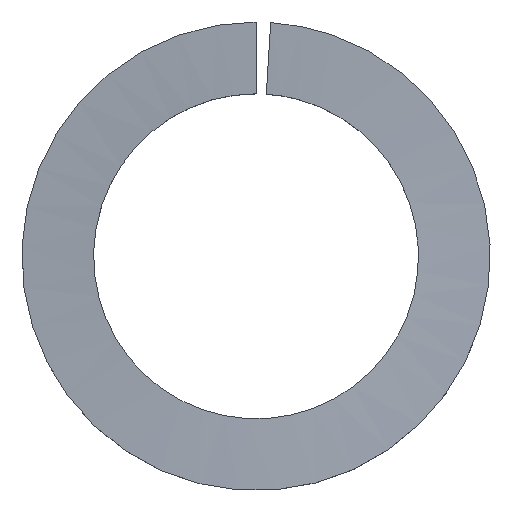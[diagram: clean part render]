
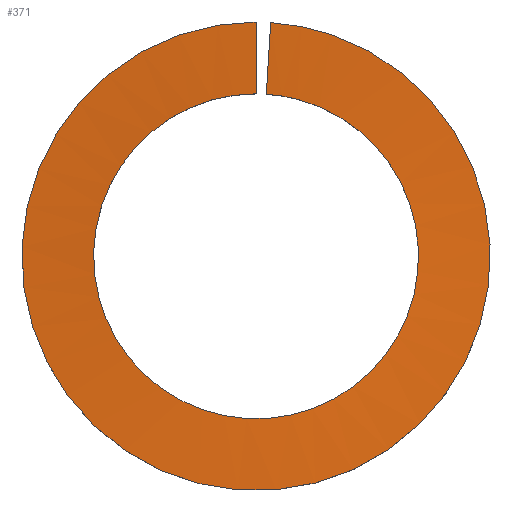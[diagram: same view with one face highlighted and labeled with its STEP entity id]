
A CAD part, top view. The second image highlights one B-rep face of the part: STEP entity #371.
In plain terms, the highlighted free-form (B-spline) face has degree [1, 2] with [2, 13] control points.
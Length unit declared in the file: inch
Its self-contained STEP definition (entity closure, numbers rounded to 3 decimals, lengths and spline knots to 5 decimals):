
#25 = EDGE_LOOP ( 'NONE', ( #61, #36, #37, #58 ) ) ;
#36 = ORIENTED_EDGE ( 'NONE', *, *, #341, .T. ) ;
#37 = ORIENTED_EDGE ( 'NONE', *, *, #364, .F. ) ;
#49 = FACE_OUTER_BOUND ( 'NONE', #25, .T. ) ;
#58 = ORIENTED_EDGE ( 'NONE', *, *, #335, .F. ) ;
#61 = ORIENTED_EDGE ( 'NONE', *, *, #360, .F. ) ;
#80 = B_SPLINE_CURVE_WITH_KNOTS ( 'NONE', 1,
 ( #181, #190 ),
 .UNSPECIFIED., .F., .F.,
 ( 2, 2 ),
 ( 0., 1. ),
 .UNSPECIFIED. ) ;
#82 = B_SPLINE_CURVE_WITH_KNOTS ( 'NONE', 3,
 ( #133, #240, #166, #165 ),
 .UNSPECIFIED., .F., .F.,
 ( 4, 4 ),
 ( 0., 1. ),
 .UNSPECIFIED. ) ;
#124 = CARTESIAN_POINT ( 'NONE',  ( -0.04994, 0.0865, 0.01996 ) ) ;
#126 = CARTESIAN_POINT ( 'NONE',  ( -0.07491, 0.04325, 0.01793 ) ) ;
#133 = CARTESIAN_POINT ( 'NONE',  ( 0.00377, 0.05988, -0.00222 ) ) ;
#135 = CARTESIAN_POINT ( 'NONE',  ( -0.05196, 0.03, 0.01793 ) ) ;
#136 = CARTESIAN_POINT ( 'NONE',  ( 0.05196, -0.03, 0.0057 ) ) ;
#137 = CARTESIAN_POINT ( 'NONE',  ( 0., -0.06, 0.00978 ) ) ;
#138 = CARTESIAN_POINT ( 'NONE',  ( -0.05196, -0.03, 0.01385 ) ) ;
#139 = CARTESIAN_POINT ( 'NONE',  ( -0.06928, 0., 0.01589 ) ) ;
#140 = CARTESIAN_POINT ( 'NONE',  ( -0.03464, 0.06, 0.01996 ) ) ;
#141 = CARTESIAN_POINT ( 'NONE',  ( 0., 0.06, 0.022 ) ) ;
#147 = CARTESIAN_POINT ( 'NONE',  ( 0., 0.0865, 0.022 ) ) ;
#148 = CARTESIAN_POINT ( 'NONE',  ( -0.05196, 0.03, 0.01793 ) ) ;
#149 = CARTESIAN_POINT ( 'NONE',  ( 0., 0.0865, 0.022 ) ) ;
#151 = CARTESIAN_POINT ( 'NONE',  ( 0.05196, -0.03, 0.0057 ) ) ;
#165 = CARTESIAN_POINT ( 'NONE',  ( 0.00543, 0.08633, -0.00222 ) ) ;
#166 = CARTESIAN_POINT ( 'NONE',  ( 0.00488, 0.07751, -0.00222 ) ) ;
#167 = CARTESIAN_POINT ( 'NONE',  ( 0., -0.0865, 0.00978 ) ) ;
#169 = CARTESIAN_POINT ( 'NONE',  ( -0.07491, -0.04325, 0.01385 ) ) ;
#170 = CARTESIAN_POINT ( 'NONE',  ( -0.09988, 0., 0.01589 ) ) ;
#171 = CARTESIAN_POINT ( 'NONE',  ( -0.04994, 0.0865, 0.01996 ) ) ;
#173 = VERTEX_POINT ( 'NONE', #304 ) ;
#174 = VERTEX_POINT ( 'NONE', #326 ) ;
#181 = CARTESIAN_POINT ( 'NONE',  ( 0., 0.0865, 0.022 ) ) ;
#190 = CARTESIAN_POINT ( 'NONE',  ( 0., 0.06, 0.022 ) ) ;
#196 = CARTESIAN_POINT ( 'NONE',  ( 0.00377, 0.05988, -0.00222 ) ) ;
#197 = CARTESIAN_POINT ( 'NONE',  ( 0.07491, 0.04325, 0.00163 ) ) ;
#198 = CARTESIAN_POINT ( 'NONE',  ( 0.07491, -0.04325, 0.0057 ) ) ;
#199 = CARTESIAN_POINT ( 'NONE',  ( 0.04994, -0.0865, 0.00774 ) ) ;
#200 = CARTESIAN_POINT ( 'NONE',  ( -0.04994, -0.0865, 0.01181 ) ) ;
#201 = CARTESIAN_POINT ( 'NONE',  ( 0.09988, 0., 0.00367 ) ) ;
#202 = CARTESIAN_POINT ( 'NONE',  ( -0.07491, 0.04325, 0.01793 ) ) ;
#203 = CARTESIAN_POINT ( 'NONE',  ( 0.00377, 0.05988, -0.00222 ) ) ;
#204 = CARTESIAN_POINT ( 'NONE',  ( 0.00377, 0.05988, -0.00222 ) ) ;
#205 = CARTESIAN_POINT ( 'NONE',  ( 0.03588, 0.05786, -0.00026 ) ) ;
#209 = CARTESIAN_POINT ( 'NONE',  ( 0.03464, -0.06, 0.00774 ) ) ;
#211 = CARTESIAN_POINT ( 'NONE',  ( 0.05172, 0.08342, -0.00026 ) ) ;
#212 = CARTESIAN_POINT ( 'NONE',  ( 0.07491, 0.04325, 0.00163 ) ) ;
#213 = CARTESIAN_POINT ( 'NONE',  ( 0.09988, 0., 0.00367 ) ) ;
#215 = CARTESIAN_POINT ( 'NONE',  ( 0.00543, 0.08633, -0.00222 ) ) ;
#217 = CARTESIAN_POINT ( 'NONE',  ( 0.07491, -0.04325, 0.0057 ) ) ;
#218 = CARTESIAN_POINT ( 'NONE',  ( 0.06928, 0., 0.00367 ) ) ;
#219 = CARTESIAN_POINT ( 'NONE',  ( 0.04994, -0.0865, 0.00774 ) ) ;
#220 = CARTESIAN_POINT ( 'NONE',  ( -0.03464, -0.06, 0.01181 ) ) ;
#221 = CARTESIAN_POINT ( 'NONE',  ( 0., -0.0865, 0.00978 ) ) ;
#222 = CARTESIAN_POINT ( 'NONE',  ( -0.04994, -0.0865, 0.01181 ) ) ;
#223 = CARTESIAN_POINT ( 'NONE',  ( -0.07491, -0.04325, 0.01385 ) ) ;
#224 = VERTEX_POINT ( 'NONE', #303 ) ;
#234 = CARTESIAN_POINT ( 'NONE',  ( 0.00377, 0.05988, -0.00222 ) ) ;
#235 = CARTESIAN_POINT ( 'NONE',  ( 0.03588, 0.05786, -0.00026 ) ) ;
#236 = CARTESIAN_POINT ( 'NONE',  ( 0.05196, 0.03, 0.00163 ) ) ;
#240 = CARTESIAN_POINT ( 'NONE',  ( 0.00432, 0.0687, -0.00222 ) ) ;
#276 = CARTESIAN_POINT ( 'NONE',  ( 0.00543, 0.08633, -0.00222 ) ) ;
#277 = CARTESIAN_POINT ( 'NONE',  ( 0.05172, 0.08342, -0.00026 ) ) ;
#279 = CARTESIAN_POINT ( 'NONE',  ( 0., 0.0865, 0.022 ) ) ;
#285 = CARTESIAN_POINT ( 'NONE',  ( -0.09988, 0., 0.01589 ) ) ;
#293 = CARTESIAN_POINT ( 'NONE',  ( -0.03464, -0.06, 0.01181 ) ) ;
#294 = CARTESIAN_POINT ( 'NONE',  ( 0.05196, 0.03, 0.00163 ) ) ;
#295 = CARTESIAN_POINT ( 'NONE',  ( -0.06928, 0., 0.01589 ) ) ;
#296 = CARTESIAN_POINT ( 'NONE',  ( -0.03464, 0.06, 0.01996 ) ) ;
#297 = CARTESIAN_POINT ( 'NONE',  ( 0., -0.06, 0.00978 ) ) ;
#298 = CARTESIAN_POINT ( 'NONE',  ( -0.05196, -0.03, 0.01385 ) ) ;
#299 = CARTESIAN_POINT ( 'NONE',  ( 0.06928, 0., 0.00367 ) ) ;
#301 = CARTESIAN_POINT ( 'NONE',  ( 0.03464, -0.06, 0.00774 ) ) ;
#303 = CARTESIAN_POINT ( 'NONE',  ( 0.00377, 0.05988, -0.00222 ) ) ;
#304 = CARTESIAN_POINT ( 'NONE',  ( 0.00543, 0.08633, -0.00222 ) ) ;
#306 = CARTESIAN_POINT ( 'NONE',  ( 0., 0.06, 0.022 ) ) ;
#323 = VERTEX_POINT ( 'NONE', #149 ) ;
#326 = CARTESIAN_POINT ( 'NONE',  ( 0., 0.06, 0.022 ) ) ;
#327 =( BOUNDED_CURVE ( )  B_SPLINE_CURVE ( 2, ( #147, #171, #202, #170, #169, #200, #167, #199, #198, #201, #197, #277, #276 ),
 .UNSPECIFIED., .F., .T. ) 
 B_SPLINE_CURVE_WITH_KNOTS ( ( 3, 2, 2, 2, 2, 2, 3 ),
 ( 0., 0.16667, 0.33333, 0.5, 0.66667, 0.83333, 0.98961 ),
 .UNSPECIFIED. ) 
 CURVE ( )  GEOMETRIC_REPRESENTATION_ITEM ( )  RATIONAL_B_SPLINE_CURVE ( ( 1., 0.866, 1., 0.866, 1., 0.866, 1., 0.866, 1., 0.866, 1., 0.874, 0.984 ) ) 
 REPRESENTATION_ITEM ( '' )  );
#328 =( BOUNDED_SURFACE ( )  B_SPLINE_SURFACE ( 1, 2, ( 
 ( #279, #124, #126, #285, #223, #222, #221, #219, #217, #213, #212, #211, #215 ),
 ( #141, #140, #135, #139, #138, #220, #137, #209, #136, #218, #236, #235, #234 ) ),
 .UNSPECIFIED., .F., .F., .F. ) 
 B_SPLINE_SURFACE_WITH_KNOTS ( ( 2, 2 ),
 ( 3, 2, 2, 2, 2, 2, 3 ),
 ( 0., 1. ),
 ( 0., 0.16667, 0.33333, 0.5, 0.66667, 0.83333, 0.98961 ),
 .UNSPECIFIED. ) 
 GEOMETRIC_REPRESENTATION_ITEM ( )  RATIONAL_B_SPLINE_SURFACE ( (
 ( 1., 0.866, 1., 0.866, 1., 0.866, 1., 0.866, 1., 0.866, 1., 0.874, 0.984),
 ( 1., 0.866, 1., 0.866, 1., 0.866, 1., 0.866, 1., 0.866, 1., 0.874, 0.984) ) ) 
 REPRESENTATION_ITEM ( '' )  SURFACE ( )  );
#330 =( BOUNDED_CURVE ( )  B_SPLINE_CURVE ( 2, ( #306, #296, #148, #295, #298, #293, #297, #301, #151, #299, #294, #205, #204, #203, #196 ),
 .UNSPECIFIED., .F., .T. ) 
 B_SPLINE_CURVE_WITH_KNOTS ( ( 3, 2, 2, 2, 2, 2, 2, 3 ),
 ( 0., 0.16842, 0.33683, 0.50525, 0.67367, 0.84208, 1., 1. ),
 .UNSPECIFIED. ) 
 CURVE ( )  GEOMETRIC_REPRESENTATION_ITEM ( )  RATIONAL_B_SPLINE_CURVE ( ( 1., 0.866, 1., 0.866, 1., 0.866, 1., 0.866, 1., 0.866, 1., 0.874, 0.984, 0.984, 0.984 ) ) 
 REPRESENTATION_ITEM ( '' )  );
#335 = EDGE_CURVE ( 'NONE', #174, #224, #330, .T. ) ;
#341 = EDGE_CURVE ( 'NONE', #323, #173, #327, .T. ) ;
#360 = EDGE_CURVE ( 'NONE', #323, #174, #80, .T. ) ;
#364 = EDGE_CURVE ( 'NONE', #224, #173, #82, .T. ) ;
#371 = ADVANCED_FACE ( 'NONE', ( #49 ), #328, .F. ) ;
